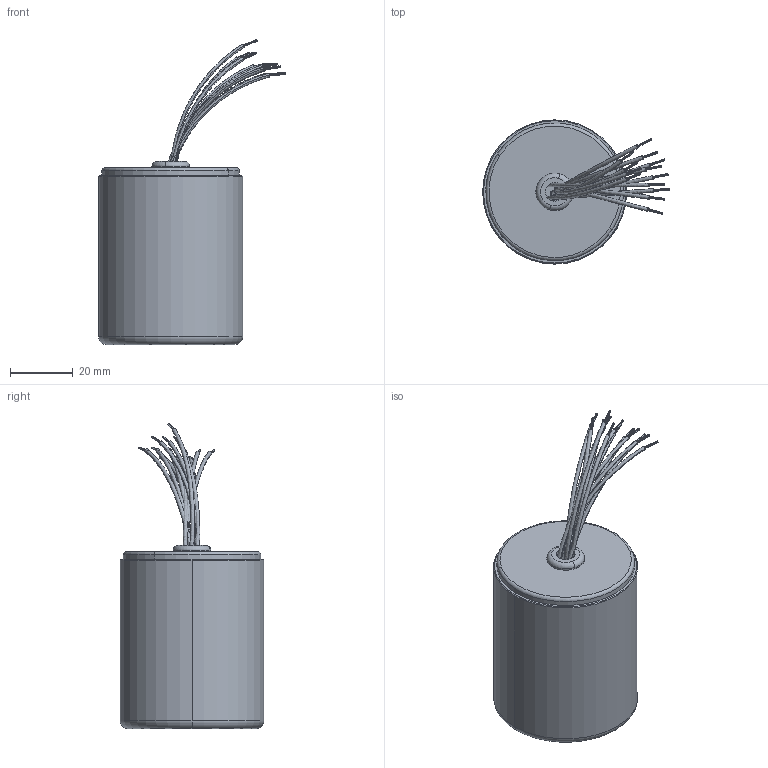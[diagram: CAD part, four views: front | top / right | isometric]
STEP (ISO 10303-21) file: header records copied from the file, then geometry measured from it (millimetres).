
FILE_DESCRIPTION (( 'STEP AP214' ), '1' );
FILE_NAME ('VTX-MICB23.STEP', '2025-09-16T16:24:29', ( '' ), ( '' ), 'SwSTEP 2.0', 'SolidWorks 2024', '' );
FILE_SCHEMA (( 'AUTOMOTIVE_DESIGN' ));
Length unit declared in the file: millimetre
Products named in the file (5): VTX-MICB23 Lid; Shielded Cable; OPEN RUBBER GROMMET_OPG018; VTX-MICB23; CAN046
Assembly tree (16 placements, depth 2):
  VTX-MICB23
    CAN046
    VTX-MICB23 Lid
    OPEN RUBBER GROMMET_OPG018
    Shielded Cable  x13
Bounding box: 59.63 x 46 x 97.5 mm (x, y, z)
Volume: 12365.8 mm3; surface area: 26783.1 mm2
Topology: 42 solids, 42 shells, 428 faces, 776 edges, 514 vertices
Faces by surface type: cylinder 226, plane 166, bspline 26, torus 8, cone 2
Entity records: 2060 total; most frequent: DIRECTION 378, CARTESIAN_POINT 369, ORIENTED_EDGE 256, AXIS2_PLACEMENT_3D 171, EDGE_CURVE 128, CIRCLE 86, EDGE_LOOP 82, VERTEX_POINT 82
